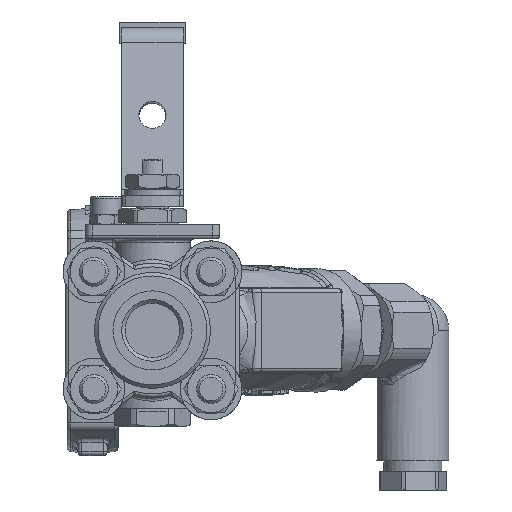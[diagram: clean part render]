
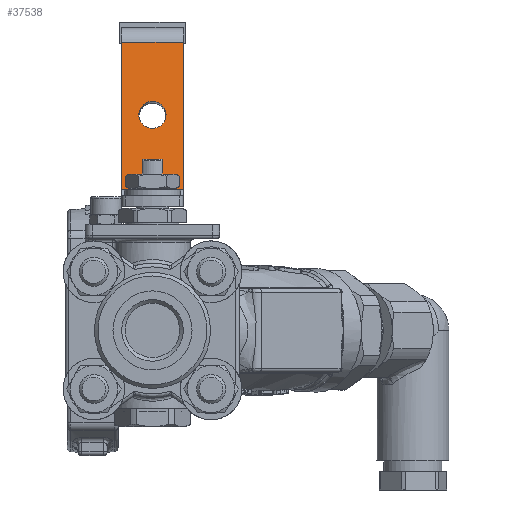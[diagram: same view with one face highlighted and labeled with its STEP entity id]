
A CAD part, left-side view. The second image highlights one B-rep face of the part: STEP entity #37538.
In plain terms, the highlighted planar face has unit normal (-0.985, 0, 0.174).
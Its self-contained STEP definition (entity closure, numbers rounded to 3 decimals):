
#3826=FACE_BOUND('',#8352,.T.);
#4403=PLANE('',#40971);
#5891=FACE_OUTER_BOUND('',#8351,.T.);
#8351=EDGE_LOOP('',(#30043,#30044,#30045,#30046));
#8352=EDGE_LOOP('',(#30047));
#10639=LINE('',#65699,#12448);
#10642=LINE('',#65732,#12451);
#10644=LINE('',#65736,#12453);
#10645=LINE('',#65737,#12454);
#12448=VECTOR('',#48511,10.);
#12451=VECTOR('',#48524,10.);
#12453=VECTOR('',#48528,10.);
#12454=VECTOR('',#48529,10.);
#14122=CIRCLE('',#40972,3.75);
#17039=VERTEX_POINT('',#65696);
#17040=VERTEX_POINT('',#65698);
#17046=VERTEX_POINT('',#65730);
#17047=VERTEX_POINT('',#65735);
#17048=VERTEX_POINT('',#65738);
#21585=EDGE_CURVE('',#17039,#17040,#10639,.T.);
#21593=EDGE_CURVE('',#17046,#17039,#10642,.T.);
#21595=EDGE_CURVE('',#17047,#17046,#10644,.T.);
#21596=EDGE_CURVE('',#17040,#17047,#10645,.T.);
#21597=EDGE_CURVE('',#17048,#17048,#14122,.T.);
#30043=ORIENTED_EDGE('',*,*,#21593,.F.);
#30044=ORIENTED_EDGE('',*,*,#21595,.F.);
#30045=ORIENTED_EDGE('',*,*,#21596,.F.);
#30046=ORIENTED_EDGE('',*,*,#21585,.F.);
#30047=ORIENTED_EDGE('',*,*,#21597,.T.);
#37538=ADVANCED_FACE('',(#5891,#3826),#4403,.T.);
#40971=AXIS2_PLACEMENT_3D('',#65734,#48526,#48527);
#40972=AXIS2_PLACEMENT_3D('',#65739,#48530,#48531);
#48511=DIRECTION('',(0.174,0.,0.985));
#48524=DIRECTION('',(0.,1.,0.));
#48526=DIRECTION('center_axis',(-0.985,0.,
0.174));
#48527=DIRECTION('ref_axis',(0.174,0.,0.985));
#48528=DIRECTION('',(-0.174,0.,-0.985));
#48529=DIRECTION('',(0.,-1.,0.));
#48530=DIRECTION('center_axis',(0.985,0.,
-0.174));
#48531=DIRECTION('ref_axis',(-0.174,0.,-0.985));
#65696=CARTESIAN_POINT('',(-166.594,27.333,37.236));
#65698=CARTESIAN_POINT('',(-159.433,27.333,77.851));
#65699=CARTESIAN_POINT('',(-166.886,27.333,35.583));
#65730=CARTESIAN_POINT('',(-166.594,10.333,37.236));
#65732=CARTESIAN_POINT('',(-166.594,18.833,37.236));
#65734=CARTESIAN_POINT('Origin',(-166.886,18.833,35.583));
#65735=CARTESIAN_POINT('',(-159.433,10.333,77.851));
#65736=CARTESIAN_POINT('',(-166.886,10.333,35.583));
#65737=CARTESIAN_POINT('',(-159.433,18.833,77.851));
#65738=CARTESIAN_POINT('',(-162.303,18.833,61.576));
#65739=CARTESIAN_POINT('Origin',(-162.954,18.833,57.883));
